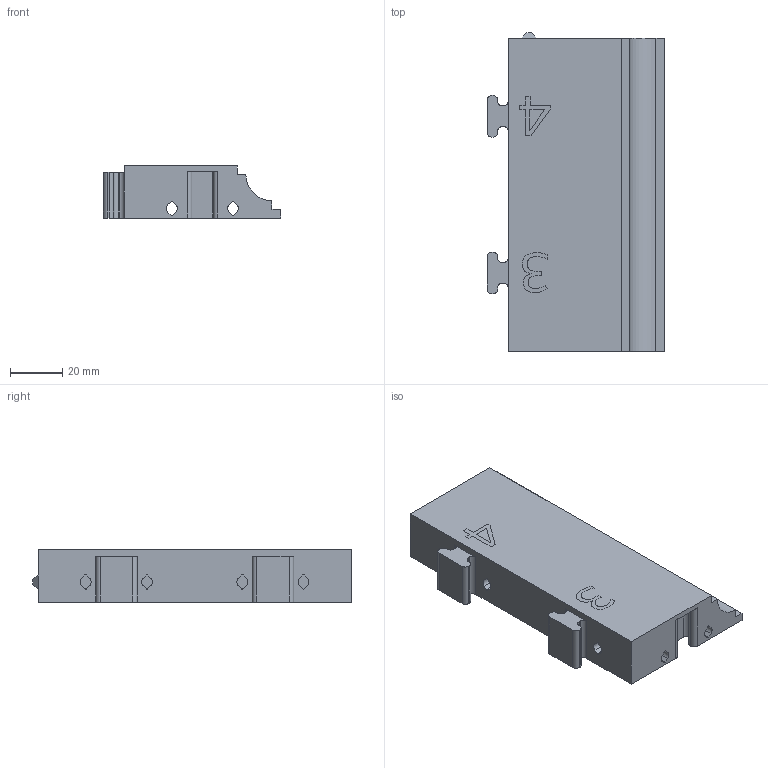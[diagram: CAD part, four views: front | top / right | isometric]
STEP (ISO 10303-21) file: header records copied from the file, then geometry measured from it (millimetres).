
FILE_DESCRIPTION(/* description */ ('STEP AP242','CAx-IF Rec.Pracs.---Representation and Presentation of Product Manufacturing Information (PMI)---4.0---2014-10-13','CAx-IF Rec.Pracs.---3D Tessellated Geometry---0.4---2014-09-14','2;1','CAx-IF Rec.Pracs.---User Defined Attributes---1.5---2016-08-15'),/* implementation_level */ '2;1');
FILE_NAME(/* name */ '6914fa005bbdd15231828ab5',/* time_stamp */ '2025-11-12T21:20:01Z',/* author */ (''),/* organization */ (''),/* preprocessor_version */ 'ST-DEVELOPER v20',/* originating_system */ 'ONSHAPE BY PTC INC, 1.206',/* authorisation */ ' ');
FILE_SCHEMA (('AP242_MANAGED_MODEL_BASED_3D_ENGINEERING_MIM_LF { 1 0 10303 442 1 1 4 }'));
Length unit declared in the file: metre
Products named in the file (3): Black-34-Duplicate-3; FE2x1-TQFS-34BlackMagEdge15x5x2; Black-34-Duplicate-4
Bounding box: 67.97 x 121.95 x 20 mm (x, y, z)
Volume: 109699.7 mm3; surface area: 31712.9 mm2
Topology: 3 solids, 3 shells, 371 faces, 1090 edges, 706 vertices
Faces by surface type: plane 242, cylinder 87, bspline 40, cone 2
Full cylindrical faces by diameter (mm): 14 x2
Entity records: 12562 total; most frequent: CARTESIAN_POINT 2702, ORIENTED_EDGE 2172, DIRECTION 1862, EDGE_CURVE 1086, LINE 770, VECTOR 770, VERTEX_POINT 706, AXIS2_PLACEMENT_3D 546
